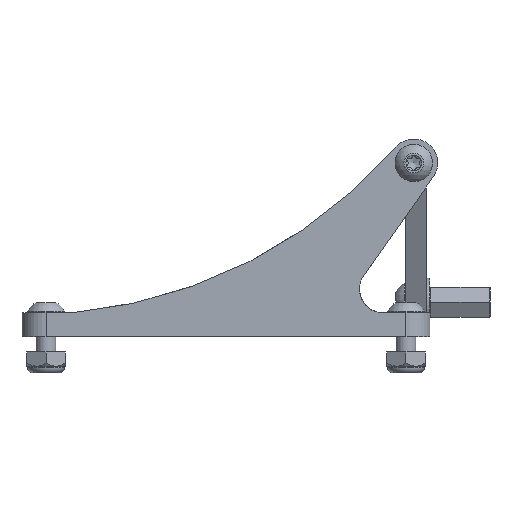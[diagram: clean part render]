
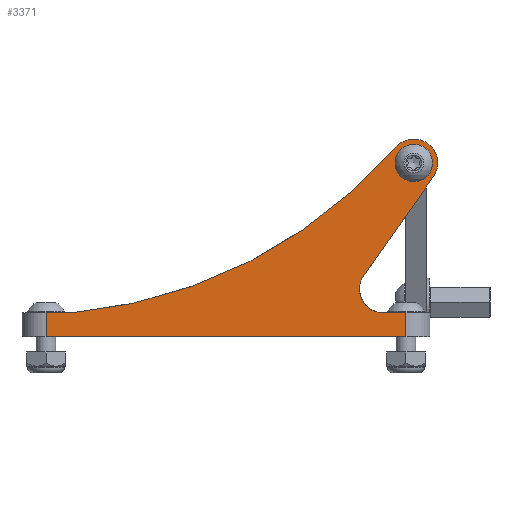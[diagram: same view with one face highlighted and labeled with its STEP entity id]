
A CAD part, left-side view. The second image highlights one B-rep face of the part: STEP entity #3371.
In plain terms, the highlighted planar face has unit normal (-1, 0, 0).
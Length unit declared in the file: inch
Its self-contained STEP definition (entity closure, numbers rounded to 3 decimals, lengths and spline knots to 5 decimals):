
#139=FACE_BOUND('',#842,.T.);
#343=PLANE('',#3776);
#624=FACE_OUTER_BOUND('',#841,.T.);
#841=EDGE_LOOP('',(#3073,#3074,#3075,#3076,#3077,#3078,#3079,#3080,#3081,
#3082));
#842=EDGE_LOOP('',(#3083));
#965=LINE('',#6738,#1161);
#967=LINE('',#6743,#1163);
#1004=LINE('',#6884,#1200);
#1034=LINE('',#7017,#1230);
#1043=LINE('',#7061,#1239);
#1044=LINE('',#7062,#1240);
#1045=LINE('',#7063,#1241);
#1161=VECTOR('',#4345,0.3937);
#1163=VECTOR('',#4349,0.3937);
#1200=VECTOR('',#4454,0.3937);
#1230=VECTOR('',#4578,0.3937);
#1239=VECTOR('',#4633,0.3937);
#1240=VECTOR('',#4634,0.3937);
#1241=VECTOR('',#4635,0.3937);
#1330=CIRCLE('',#3691,0.2);
#1373=CIRCLE('',#3758,4.05604);
#1375=CIRCLE('',#3761,0.091);
#1377=CIRCLE('',#3764,0.2);
#1591=VERTEX_POINT('',#6714);
#1598=VERTEX_POINT('',#6736);
#1600=VERTEX_POINT('',#6742);
#1628=VERTEX_POINT('',#6832);
#1642=VERTEX_POINT('',#6883);
#1681=VERTEX_POINT('',#7014);
#1682=VERTEX_POINT('',#7016);
#1686=VERTEX_POINT('',#7026);
#1688=VERTEX_POINT('',#7032);
#1693=VERTEX_POINT('',#7059);
#1694=VERTEX_POINT('',#7060);
#2025=EDGE_CURVE('',#1591,#1598,#965,.T.);
#2027=EDGE_CURVE('',#1600,#1591,#967,.T.);
#2066=EDGE_CURVE('',#1600,#1628,#1330,.T.);
#2086=EDGE_CURVE('',#1628,#1642,#1004,.T.);
#2147=EDGE_CURVE('',#1681,#1682,#1034,.T.);
#2152=EDGE_CURVE('',#1682,#1686,#1373,.T.);
#2156=EDGE_CURVE('',#1688,#1688,#1375,.T.);
#2158=EDGE_CURVE('',#1598,#1686,#1377,.T.);
#2169=EDGE_CURVE('',#1693,#1694,#1043,.T.);
#2170=EDGE_CURVE('',#1693,#1642,#1044,.T.);
#2171=EDGE_CURVE('',#1694,#1681,#1045,.T.);
#3073=ORIENTED_EDGE('',*,*,#2169,.F.);
#3074=ORIENTED_EDGE('',*,*,#2170,.T.);
#3075=ORIENTED_EDGE('',*,*,#2086,.F.);
#3076=ORIENTED_EDGE('',*,*,#2066,.F.);
#3077=ORIENTED_EDGE('',*,*,#2027,.T.);
#3078=ORIENTED_EDGE('',*,*,#2025,.T.);
#3079=ORIENTED_EDGE('',*,*,#2158,.T.);
#3080=ORIENTED_EDGE('',*,*,#2152,.F.);
#3081=ORIENTED_EDGE('',*,*,#2147,.F.);
#3082=ORIENTED_EDGE('',*,*,#2171,.F.);
#3083=ORIENTED_EDGE('',*,*,#2156,.T.);
#3371=ADVANCED_FACE('',(#624,#139),#343,.T.);
#3691=AXIS2_PLACEMENT_3D('',#6833,#4415,#4416);
#3758=AXIS2_PLACEMENT_3D('',#7027,#4588,#4589);
#3761=AXIS2_PLACEMENT_3D('',#7034,#4596,#4597);
#3764=AXIS2_PLACEMENT_3D('',#7037,#4602,#4603);
#3776=AXIS2_PLACEMENT_3D('',#7058,#4631,#4632);
#4345=DIRECTION('',(0.,-0.577,0.816));
#4349=DIRECTION('',(0.,-0.577,0.816));
#4415=DIRECTION('center_axis',(-1.,0.,0.));
#4416=DIRECTION('ref_axis',(0.,0.888,-0.46));
#4454=DIRECTION('',(0.,-1.,0.));
#4578=DIRECTION('',(0.,-1.,0.));
#4588=DIRECTION('center_axis',(-1.,0.,0.));
#4589=DIRECTION('ref_axis',(0.,-0.086,-0.996));
#4596=DIRECTION('center_axis',(1.,0.,0.));
#4597=DIRECTION('ref_axis',(0.,-1.,0.));
#4602=DIRECTION('center_axis',(-1.,0.,0.));
#4603=DIRECTION('ref_axis',(0.,-1.,0.));
#4631=DIRECTION('center_axis',(-1.,0.,0.));
#4632=DIRECTION('ref_axis',(0.,-1.,0.));
#4633=DIRECTION('',(0.,1.,0.));
#4634=DIRECTION('',(0.,0.,1.));
#4635=DIRECTION('',(0.,0.,1.));
#6714=CARTESIAN_POINT('',(-1.17815,-1.51652,1.25));
#6736=CARTESIAN_POINT('',(-1.17815,-1.57629,1.33452));
#6738=CARTESIAN_POINT('',(-1.17815,-0.774,0.2));
#6742=CARTESIAN_POINT('',(-1.17815,-0.99709,0.51548));
#6743=CARTESIAN_POINT('',(-1.17815,-0.774,0.2));
#6832=CARTESIAN_POINT('',(-1.17815,-1.16039,0.2));
#6833=CARTESIAN_POINT('Origin',(-1.17815,-1.16039,0.4));
#6883=CARTESIAN_POINT('',(-1.17815,-1.34799,0.2));
#6884=CARTESIAN_POINT('',(-1.17815,-1.34799,0.2));
#7014=CARTESIAN_POINT('',(-1.17815,1.65201,0.2));
#7016=CARTESIAN_POINT('',(-1.17815,1.45201,0.2));
#7017=CARTESIAN_POINT('',(-1.17815,-1.34799,0.2));
#7026=CARTESIAN_POINT('',(-1.17815,-1.26201,1.58116));
#7027=CARTESIAN_POINT('Origin',(-1.17815,1.80006,4.24107));
#7032=CARTESIAN_POINT('',(-1.17815,-1.32199,1.45));
#7034=CARTESIAN_POINT('Origin',(-1.17815,-1.41299,1.45));
#7037=CARTESIAN_POINT('Origin',(-1.17815,-1.41299,1.45));
#7058=CARTESIAN_POINT('Origin',(-1.17815,1.65201,0.));
#7059=CARTESIAN_POINT('',(-1.17815,-1.34799,0.));
#7060=CARTESIAN_POINT('',(-1.17815,1.65201,0.));
#7061=CARTESIAN_POINT('',(-1.17815,-1.34799,0.));
#7062=CARTESIAN_POINT('',(-1.17815,-1.34799,0.));
#7063=CARTESIAN_POINT('',(-1.17815,1.65201,0.));
